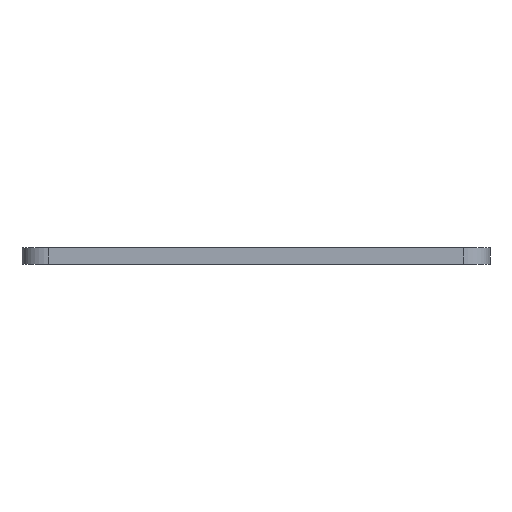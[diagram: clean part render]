
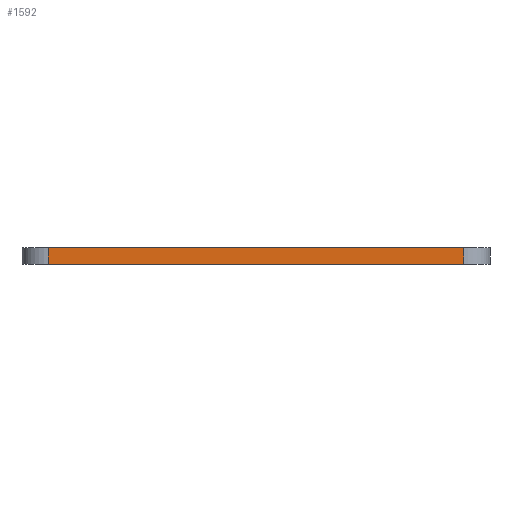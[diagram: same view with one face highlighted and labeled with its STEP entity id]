
A CAD part, left-side view. The second image highlights one B-rep face of the part: STEP entity #1592.
In plain terms, the highlighted planar face has unit normal (-1, 0, 0).
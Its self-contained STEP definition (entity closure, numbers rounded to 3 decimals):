
#932=FACE_OUTER_BOUND($,#1258,.T.);
#1258=EDGE_LOOP($,(#2643,#2644,#2645,#2646));
#1581=PLANE($,#2094);
#1592=ADVANCED_FACE($,(#932),#1581,.T.);
#2094=AXIS2_PLACEMENT_3D($,#5556,#5268,$);
#2643=ORIENTED_EDGE($,*,*,#3605,.T.);
#2644=ORIENTED_EDGE($,*,*,#3622,.T.);
#2645=ORIENTED_EDGE($,*,*,#3613,.F.);
#2646=ORIENTED_EDGE($,*,*,#3621,.F.);
#3605=EDGE_CURVE($,#4688,#4689,#4432,.T.);
#3613=EDGE_CURVE($,#4697,#4698,#4436,.T.);
#3621=EDGE_CURVE($,#4688,#4697,#4443,.T.);
#3622=EDGE_CURVE($,#4689,#4698,#4444,.T.);
#4179=VECTOR($,#5251,39.92);
#4183=VECTOR($,#5255,39.92);
#4190=VECTOR($,#5262,1.584);
#4191=VECTOR($,#5263,1.584);
#4432=LINE($,#5556,#4179);
#4436=LINE($,#5569,#4183);
#4443=LINE($,#5556,#4190);
#4444=LINE($,#5557,#4191);
#4688=VERTEX_POINT($,#5556);
#4689=VERTEX_POINT($,#5557);
#4697=VERTEX_POINT($,#5569);
#4698=VERTEX_POINT($,#5570);
#5251=DIRECTION($,(0.,1.,0.));
#5255=DIRECTION($,(0.,1.,0.));
#5262=DIRECTION($,(0.,0.,-1.));
#5263=DIRECTION($,(0.,0.,-1.));
#5268=DIRECTION($,(-1.,0.,0.));
#5556=CARTESIAN_POINT('',(-55.,2.54,0.));
#5557=CARTESIAN_POINT('',(-55.,42.46,0.));
#5569=CARTESIAN_POINT('',(-55.,2.54,-1.584));
#5570=CARTESIAN_POINT('',(-55.,42.46,-1.584));
